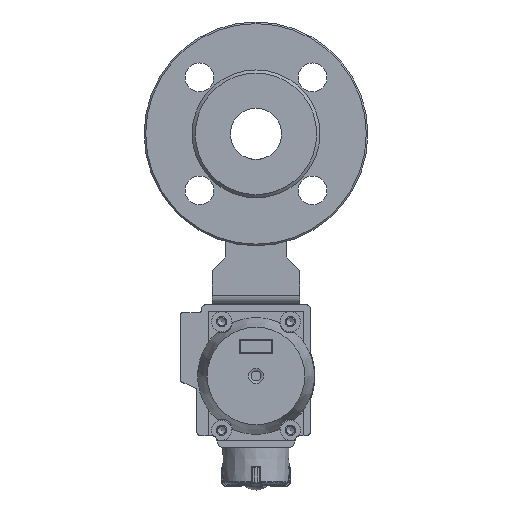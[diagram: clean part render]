
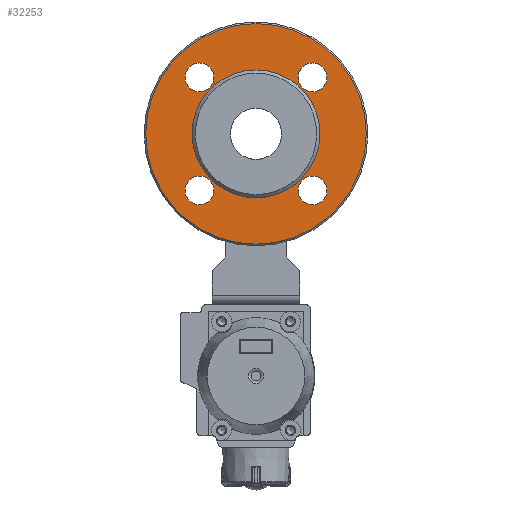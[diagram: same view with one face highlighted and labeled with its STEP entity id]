
A CAD part, front view. The second image highlights one B-rep face of the part: STEP entity #32253.
In plain terms, the highlighted planar face has unit normal (0, -1, 0).
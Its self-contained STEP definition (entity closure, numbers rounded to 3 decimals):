
#1268=CIRCLE('',#37084,69.);
#1269=CIRCLE('',#37085,9.);
#1270=CIRCLE('',#37086,9.);
#1271=CIRCLE('',#37087,9.);
#1272=CIRCLE('',#37088,9.);
#1273=CIRCLE('',#37089,40.);
#5898=ORIENTED_EDGE('',*,*,#15044,.T.);
#5899=ORIENTED_EDGE('',*,*,#15045,.F.);
#5900=ORIENTED_EDGE('',*,*,#15046,.F.);
#5901=ORIENTED_EDGE('',*,*,#15047,.F.);
#5902=ORIENTED_EDGE('',*,*,#15048,.F.);
#5903=ORIENTED_EDGE('',*,*,#15049,.T.);
#15044=EDGE_CURVE('',#19709,#19709,#1268,.T.);
#15045=EDGE_CURVE('',#19710,#19710,#1269,.T.);
#15046=EDGE_CURVE('',#19711,#19711,#1270,.T.);
#15047=EDGE_CURVE('',#19712,#19712,#1271,.T.);
#15048=EDGE_CURVE('',#19713,#19713,#1272,.T.);
#15049=EDGE_CURVE('',#19714,#19714,#1273,.T.);
#19709=VERTEX_POINT('',#50950);
#19710=VERTEX_POINT('',#50952);
#19711=VERTEX_POINT('',#50954);
#19712=VERTEX_POINT('',#50956);
#19713=VERTEX_POINT('',#50958);
#19714=VERTEX_POINT('',#50960);
#26536=EDGE_LOOP('',(#5898));
#26537=EDGE_LOOP('',(#5899));
#26538=EDGE_LOOP('',(#5900));
#26539=EDGE_LOOP('',(#5901));
#26540=EDGE_LOOP('',(#5902));
#26541=EDGE_LOOP('',(#5903));
#29078=FACE_BOUND('',#26536,.T.);
#29079=FACE_BOUND('',#26537,.T.);
#29080=FACE_BOUND('',#26538,.T.);
#29081=FACE_BOUND('',#26539,.T.);
#29082=FACE_BOUND('',#26540,.T.);
#29083=FACE_BOUND('',#26541,.T.);
#31481=PLANE('',#37083);
#32253=ADVANCED_FACE('',(#29078,#29079,#29080,#29081,#29082,#29083),#31481,
 .T.);
#37083=AXIS2_PLACEMENT_3D('',#50948,#41385,#41386);
#37084=AXIS2_PLACEMENT_3D('',#50949,#41387,#41388);
#37085=AXIS2_PLACEMENT_3D('',#50951,#41389,#41390);
#37086=AXIS2_PLACEMENT_3D('',#50953,#41391,#41392);
#37087=AXIS2_PLACEMENT_3D('',#50955,#41393,#41394);
#37088=AXIS2_PLACEMENT_3D('',#50957,#41395,#41396);
#37089=AXIS2_PLACEMENT_3D('',#50959,#41397,#41398);
#41385=DIRECTION('',(0.,-1.,0.));
#41386=DIRECTION('',(0.,0.,-1.));
#41387=DIRECTION('',(0.,-1.,0.));
#41388=DIRECTION('',(0.,0.,-1.));
#41389=DIRECTION('',(0.,-1.,0.));
#41390=DIRECTION('',(-1.,0.,0.));
#41391=DIRECTION('',(0.,-1.,0.));
#41392=DIRECTION('',(-1.,0.,0.));
#41393=DIRECTION('',(0.,-1.,0.));
#41394=DIRECTION('',(-1.,0.,0.));
#41395=DIRECTION('',(0.,-1.,0.));
#41396=DIRECTION('',(-1.,0.,0.));
#41397=DIRECTION('',(0.,1.,0.));
#41398=DIRECTION('',(1.,0.,0.));
#50948=CARTESIAN_POINT('',(0.,-63.,0.));
#50949=CARTESIAN_POINT('',(0.,-63.,0.));
#50950=CARTESIAN_POINT('',(0.,-63.,-69.));
#50951=CARTESIAN_POINT('',(35.355,-63.,35.355));
#50952=CARTESIAN_POINT('',(26.355,-63.,35.355));
#50953=CARTESIAN_POINT('',(-35.355,-63.,35.355));
#50954=CARTESIAN_POINT('',(-44.355,-63.,35.355));
#50955=CARTESIAN_POINT('',(-35.355,-63.,-35.355));
#50956=CARTESIAN_POINT('',(-44.355,-63.,-35.355));
#50957=CARTESIAN_POINT('',(35.355,-63.,-35.355));
#50958=CARTESIAN_POINT('',(26.355,-63.,-35.355));
#50959=CARTESIAN_POINT('',(0.,-63.,0.));
#50960=CARTESIAN_POINT('',(40.,-63.,0.));
